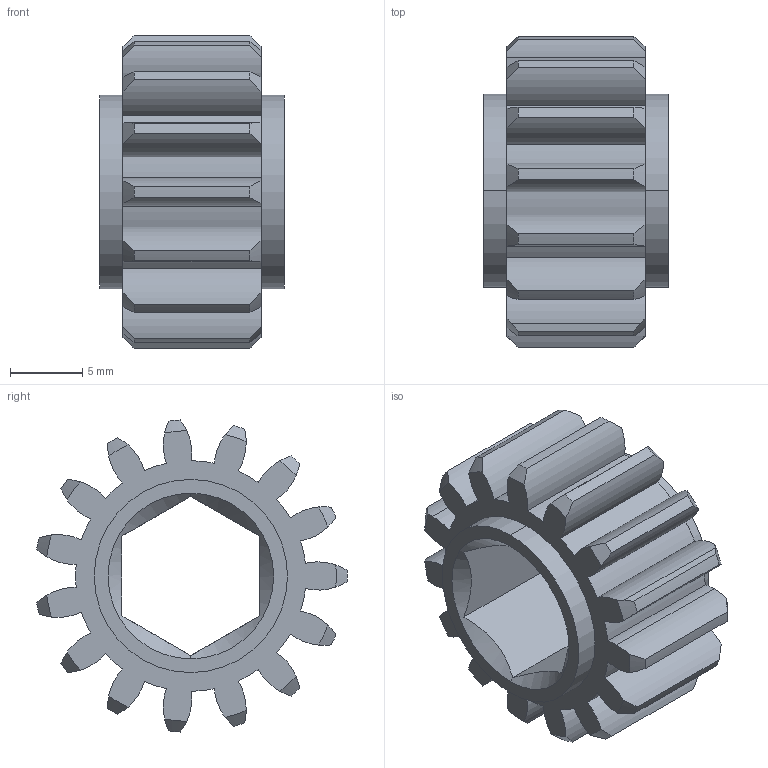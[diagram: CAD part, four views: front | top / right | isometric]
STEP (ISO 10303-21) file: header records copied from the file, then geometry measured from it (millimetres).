
FILE_DESCRIPTION (( 'STEP AP203' ), '1' );
FILE_NAME ('am-4389 15T 20dp 375hex 375 FW.STEP', '2022-06-22T19:09:40', ( '' ), ( '' ), 'SwSTEP 2.0', 'SolidWorks 2021', '' );
FILE_SCHEMA (( 'CONFIG_CONTROL_DESIGN' ));
Length unit declared in the file: inch
Products named in the file (1): am-4389 15T 20dp 375hex 375 FW
Bounding box: 12.7 x 21.43 x 21.54 mm (x, y, z)
Volume: 1988.9 mm3; surface area: 2078.9 mm2
Topology: 1 solids, 1 shells, 112 faces, 320 edges, 212 vertices
Faces by surface type: cylinder 68, cone 34, plane 10
Entity records: 4001 total; most frequent: CARTESIAN_POINT 971, DIRECTION 640, ORIENTED_EDGE 640, EDGE_CURVE 320, AXIS2_PLACEMENT_3D 281, VERTEX_POINT 212, CIRCLE 168, EDGE_LOOP 116
